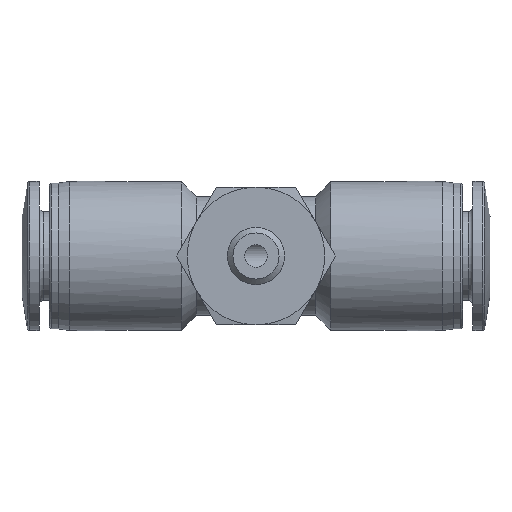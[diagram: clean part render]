
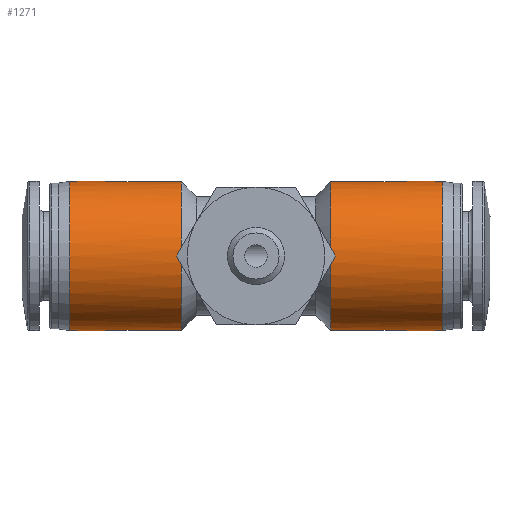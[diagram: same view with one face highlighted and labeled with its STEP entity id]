
A CAD part, front view. The second image highlights one B-rep face of the part: STEP entity #1271.
In plain terms, the highlighted cylindrical face has radius 6.5 mm (diameter 13 mm), a full revolution.
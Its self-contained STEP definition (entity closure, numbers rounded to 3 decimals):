
#50=LINE('',#1922,#60);
#51=LINE('',#1923,#61);
#60=VECTOR('',#1557,1000.);
#61=VECTOR('',#1558,1000.);
#208=ORIENTED_EDGE('',*,*,#404,.F.);
#209=ORIENTED_EDGE('',*,*,#403,.T.);
#210=ORIENTED_EDGE('',*,*,#391,.T.);
#211=ORIENTED_EDGE('',*,*,#405,.T.);
#212=ORIENTED_EDGE('',*,*,#367,.F.);
#213=ORIENTED_EDGE('',*,*,#406,.F.);
#367=EDGE_CURVE('',#470,#472,#543,.T.);
#391=EDGE_CURVE('',#488,#491,#548,.T.);
#403=EDGE_CURVE('',#500,#500,#560,.T.);
#404=EDGE_CURVE('',#501,#501,#561,.T.);
#405=EDGE_CURVE('',#491,#472,#50,.T.);
#406=EDGE_CURVE('',#488,#470,#51,.T.);
#470=VERTEX_POINT('',#1797);
#472=VERTEX_POINT('',#1800);
#488=VERTEX_POINT('',#1866);
#491=VERTEX_POINT('',#1886);
#500=VERTEX_POINT('',#1918);
#501=VERTEX_POINT('',#1921);
#543=CIRCLE('',#1337,6.5);
#548=CIRCLE('',#1349,6.5);
#560=CIRCLE('',#1371,6.5);
#561=CIRCLE('',#1373,6.5);
#623=EDGE_LOOP('',(#208));
#624=EDGE_LOOP('',(#209));
#625=EDGE_LOOP('',(#210,#211,#212,#213));
#723=FACE_BOUND('',#623,.T.);
#724=FACE_BOUND('',#624,.T.);
#725=FACE_BOUND('',#625,.T.);
#794=CYLINDRICAL_SURFACE('',#1372,6.5);
#1271=ADVANCED_FACE('',(#723,#724,#725),#794,.T.);
#1337=AXIS2_PLACEMENT_3D('',#1799,#1481,#1482);
#1349=AXIS2_PLACEMENT_3D('',#1887,#1507,#1508);
#1371=AXIS2_PLACEMENT_3D('',#1917,#1551,#1552);
#1372=AXIS2_PLACEMENT_3D('',#1919,#1553,#1554);
#1373=AXIS2_PLACEMENT_3D('',#1920,#1555,#1556);
#1481=DIRECTION('',(1.,0.,0.));
#1482=DIRECTION('',(0.,1.,0.));
#1507=DIRECTION('',(1.,0.,0.));
#1508=DIRECTION('',(0.,1.,0.));
#1551=DIRECTION('',(1.,0.,0.));
#1552=DIRECTION('',(0.,1.,0.));
#1553=DIRECTION('',(1.,0.,0.));
#1554=DIRECTION('',(0.,1.,0.));
#1555=DIRECTION('',(1.,0.,0.));
#1556=DIRECTION('',(0.,1.,0.));
#1557=DIRECTION('',(-1.,0.,0.));
#1558=DIRECTION('',(-1.,0.,0.));
#1797=CARTESIAN_POINT('',(-6.5,6.457,0.75));
#1799=CARTESIAN_POINT('',(-6.5,0.,0.));
#1800=CARTESIAN_POINT('',(-6.5,6.457,-0.75));
#1866=CARTESIAN_POINT('',(6.5,6.457,0.75));
#1886=CARTESIAN_POINT('',(6.5,6.457,-0.75));
#1887=CARTESIAN_POINT('',(6.5,0.,0.));
#1917=CARTESIAN_POINT('',(-16.25,0.,0.));
#1918=CARTESIAN_POINT('',(-16.25,6.5,0.));
#1919=CARTESIAN_POINT('',(20.4,0.,0.));
#1920=CARTESIAN_POINT('',(16.25,0.,0.));
#1921=CARTESIAN_POINT('',(16.25,6.5,0.));
#1922=CARTESIAN_POINT('',(6.5,6.457,-0.75));
#1923=CARTESIAN_POINT('',(6.5,6.457,0.75));
